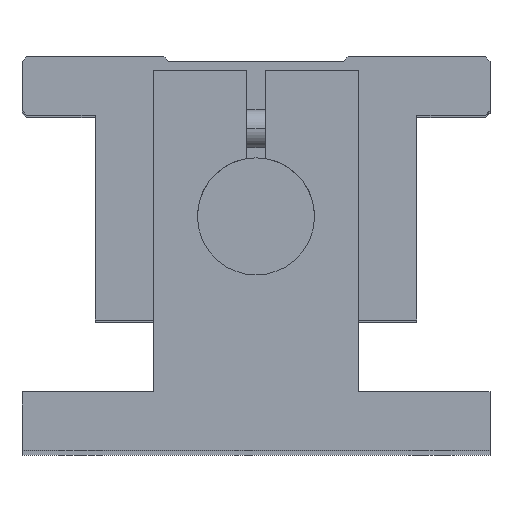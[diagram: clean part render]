
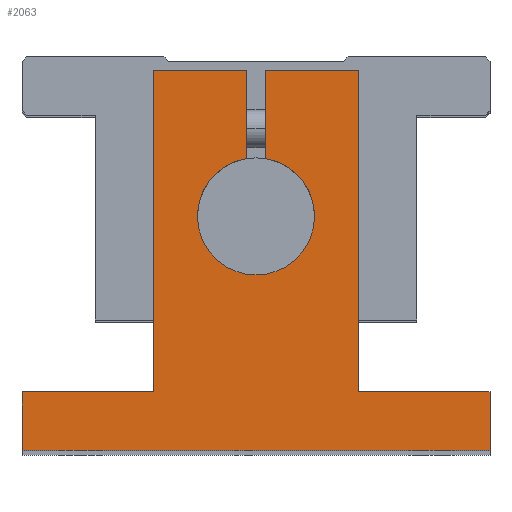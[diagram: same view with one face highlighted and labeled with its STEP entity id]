
A CAD part, top view. The second image highlights one B-rep face of the part: STEP entity #2063.
In plain terms, the highlighted planar face has unit normal (0, 0, 1).
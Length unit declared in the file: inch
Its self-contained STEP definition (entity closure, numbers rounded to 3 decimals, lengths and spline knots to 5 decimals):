
#56 = VERTEX_POINT ( 'NONE', #1121 ) ;
#93 = AXIS2_PLACEMENT_3D ( 'NONE', #894, #2212, #3371 ) ;
#101 = EDGE_CURVE ( 'NONE', #958, #1452, #522, .T. ) ;
#164 = CARTESIAN_POINT ( 'NONE',  ( -1.13009, -0.05502, -5.46922 ) ) ;
#173 = CARTESIAN_POINT ( 'NONE',  ( -0.56769, -1.43022, -5.46922 ) ) ;
#204 = ORIENTED_EDGE ( 'NONE', *, *, #2914, .T. ) ;
#224 = EDGE_CURVE ( 'NONE', #1077, #2741, #1576, .T. ) ;
#237 = LINE ( 'NONE', #2740, #3620 ) ;
#255 = LINE ( 'NONE', #1895, #2103 ) ;
#266 = CARTESIAN_POINT ( 'NONE',  ( -0.16946, -1.68022, -5.46922 ) ) ;
#271 = CARTESIAN_POINT ( 'NONE',  ( -0.13009, -0.68022, -5.46922 ) ) ;
#281 = VECTOR ( 'NONE', #575, 39.37008 ) ;
#284 = EDGE_CURVE ( 'NONE', #1833, #3000, #255, .T. ) ;
#296 = EDGE_LOOP ( 'NONE', ( #1381, #2437, #1335, #4021, #204, #4006, #997, #3202, #3044, #1700, #3834, #3898, #3960, #800 ) ) ;
#323 = CARTESIAN_POINT ( 'NONE',  ( 0.86991, -1.43022, -5.46922 ) ) ;
#393 = DIRECTION ( 'NONE',  ( -1., 0., 0. ) ) ;
#405 = DIRECTION ( 'NONE',  ( -1., 0., 0. ) ) ;
#522 = CIRCLE ( 'NONE', #1566, 0.25 ) ;
#575 = DIRECTION ( 'NONE',  ( 0., -1., 0. ) ) ;
#726 = EDGE_CURVE ( 'NONE', #2741, #958, #2907, .T. ) ;
#800 = ORIENTED_EDGE ( 'NONE', *, *, #3454, .T. ) ;
#872 = FACE_OUTER_BOUND ( 'NONE', #296, .T. ) ;
#894 = CARTESIAN_POINT ( 'NONE',  ( -1.13009, -1.68022, -5.46922 ) ) ;
#929 = VERTEX_POINT ( 'NONE', #3784 ) ;
#936 = CARTESIAN_POINT ( 'NONE',  ( -1.13009, -0.05502, -5.46922 ) ) ;
#957 = VERTEX_POINT ( 'NONE', #173 ) ;
#958 = VERTEX_POINT ( 'NONE', #3277 ) ;
#997 = ORIENTED_EDGE ( 'NONE', *, *, #2532, .T. ) ;
#1027 = EDGE_CURVE ( 'NONE', #957, #56, #2999, .T. ) ;
#1077 = VERTEX_POINT ( 'NONE', #3655 ) ;
#1121 = CARTESIAN_POINT ( 'NONE',  ( -1.13009, -1.43022, -5.46922 ) ) ;
#1141 = DIRECTION ( 'NONE',  ( 1., 0., 0. ) ) ;
#1202 = VECTOR ( 'NONE', #393, 39.37008 ) ;
#1240 = DIRECTION ( 'NONE',  ( 0., -1., 0. ) ) ;
#1275 = CARTESIAN_POINT ( 'NONE',  ( 0.30751, -0.05502, -5.46922 ) ) ;
#1335 = ORIENTED_EDGE ( 'NONE', *, *, #726, .T. ) ;
#1341 = VERTEX_POINT ( 'NONE', #2562 ) ;
#1365 = CARTESIAN_POINT ( 'NONE',  ( -0.16946, -0.05502, -5.46922 ) ) ;
#1381 = ORIENTED_EDGE ( 'NONE', *, *, #1577, .T. ) ;
#1392 = LINE ( 'NONE', #2645, #1690 ) ;
#1452 = VERTEX_POINT ( 'NONE', #3857 ) ;
#1465 = VECTOR ( 'NONE', #1240, 39.37008 ) ;
#1475 = DIRECTION ( 'NONE',  ( 0., 0., -1. ) ) ;
#1497 = DIRECTION ( 'NONE',  ( 0., -1., 0. ) ) ;
#1502 = DIRECTION ( 'NONE',  ( 0., 0., -1. ) ) ;
#1566 = AXIS2_PLACEMENT_3D ( 'NONE', #2257, #2675, #3593 ) ;
#1571 = VECTOR ( 'NONE', #3903, 39.37008 ) ;
#1576 = CIRCLE ( 'NONE', #2952, 0.25 ) ;
#1577 = EDGE_CURVE ( 'NONE', #929, #1077, #2426, .T. ) ;
#1650 = CARTESIAN_POINT ( 'NONE',  ( 0.30751, -1.43022, -5.46922 ) ) ;
#1651 = VECTOR ( 'NONE', #1497, 39.37008 ) ;
#1690 = VECTOR ( 'NONE', #2683, 39.37008 ) ;
#1700 = ORIENTED_EDGE ( 'NONE', *, *, #2358, .T. ) ;
#1772 = AXIS2_PLACEMENT_3D ( 'NONE', #3037, #1475, #2729 ) ;
#1833 = VERTEX_POINT ( 'NONE', #1650 ) ;
#1841 = LINE ( 'NONE', #266, #2573 ) ;
#1868 = EDGE_CURVE ( 'NONE', #3984, #1341, #3269, .T. ) ;
#1895 = CARTESIAN_POINT ( 'NONE',  ( 0.30751, -1.68022, -5.46922 ) ) ;
#1925 = LINE ( 'NONE', #936, #3654 ) ;
#2059 = CARTESIAN_POINT ( 'NONE',  ( -1.13009, -1.43022, -5.46922 ) ) ;
#2062 = VERTEX_POINT ( 'NONE', #3682 ) ;
#2063 = ADVANCED_FACE ( 'NONE', ( #872 ), #3391, .T. ) ;
#2083 = VERTEX_POINT ( 'NONE', #2458 ) ;
#2103 = VECTOR ( 'NONE', #3799, 39.37008 ) ;
#2135 = LINE ( 'NONE', #2447, #1651 ) ;
#2184 = DIRECTION ( 'NONE',  ( 1., 0., 0. ) ) ;
#2198 = DIRECTION ( 'NONE',  ( -1., 0., 0. ) ) ;
#2212 = DIRECTION ( 'NONE',  ( 0., 0., 1. ) ) ;
#2257 = CARTESIAN_POINT ( 'NONE',  ( -0.13009, -0.68022, -5.46922 ) ) ;
#2270 = CARTESIAN_POINT ( 'NONE',  ( -1.13009, -1.43022, -5.46922 ) ) ;
#2324 = VECTOR ( 'NONE', #405, 39.37008 ) ;
#2358 = EDGE_CURVE ( 'NONE', #2062, #2083, #237, .T. ) ;
#2426 = LINE ( 'NONE', #3039, #281 ) ;
#2437 = ORIENTED_EDGE ( 'NONE', *, *, #224, .T. ) ;
#2447 = CARTESIAN_POINT ( 'NONE',  ( -1.13009, -1.68022, -5.46922 ) ) ;
#2458 = CARTESIAN_POINT ( 'NONE',  ( 0.86991, -1.68022, -5.46922 ) ) ;
#2532 = EDGE_CURVE ( 'NONE', #1341, #957, #2796, .T. ) ;
#2562 = CARTESIAN_POINT ( 'NONE',  ( -0.56769, -0.05502, -5.46922 ) ) ;
#2573 = VECTOR ( 'NONE', #3397, 39.37008 ) ;
#2645 = CARTESIAN_POINT ( 'NONE',  ( 0.86991, -1.68022, -5.46922 ) ) ;
#2661 = EDGE_CURVE ( 'NONE', #3384, #1833, #3822, .T. ) ;
#2675 = DIRECTION ( 'NONE',  ( 0., 0., -1. ) ) ;
#2683 = DIRECTION ( 'NONE',  ( 0., 1., 0. ) ) ;
#2729 = DIRECTION ( 'NONE',  ( 1., 0., 0. ) ) ;
#2740 = CARTESIAN_POINT ( 'NONE',  ( -1.13009, -1.68022, -5.46922 ) ) ;
#2741 = VERTEX_POINT ( 'NONE', #3588 ) ;
#2796 = LINE ( 'NONE', #4047, #1465 ) ;
#2842 = EDGE_CURVE ( 'NONE', #56, #2062, #2135, .T. ) ;
#2907 = CIRCLE ( 'NONE', #1772, 0.25 ) ;
#2914 = EDGE_CURVE ( 'NONE', #1452, #3984, #1841, .T. ) ;
#2952 = AXIS2_PLACEMENT_3D ( 'NONE', #271, #1502, #1141 ) ;
#2999 = LINE ( 'NONE', #2059, #1571 ) ;
#3000 = VERTEX_POINT ( 'NONE', #1275 ) ;
#3037 = CARTESIAN_POINT ( 'NONE',  ( -0.13009, -0.68022, -5.46922 ) ) ;
#3039 = CARTESIAN_POINT ( 'NONE',  ( -0.09072, -1.68022, -5.46922 ) ) ;
#3044 = ORIENTED_EDGE ( 'NONE', *, *, #2842, .T. ) ;
#3202 = ORIENTED_EDGE ( 'NONE', *, *, #1027, .T. ) ;
#3269 = LINE ( 'NONE', #164, #2324 ) ;
#3277 = CARTESIAN_POINT ( 'NONE',  ( -0.38009, -0.68022, -5.46922 ) ) ;
#3371 = DIRECTION ( 'NONE',  ( 1., 0., 0. ) ) ;
#3384 = VERTEX_POINT ( 'NONE', #323 ) ;
#3391 = PLANE ( 'NONE',  #93 ) ;
#3397 = DIRECTION ( 'NONE',  ( 0., 1., 0. ) ) ;
#3454 = EDGE_CURVE ( 'NONE', #3000, #929, #1925, .T. ) ;
#3588 = CARTESIAN_POINT ( 'NONE',  ( 0.11991, -0.68022, -5.46922 ) ) ;
#3593 = DIRECTION ( 'NONE',  ( 1., 0., 0. ) ) ;
#3619 = EDGE_CURVE ( 'NONE', #2083, #3384, #1392, .T. ) ;
#3620 = VECTOR ( 'NONE', #2184, 39.37008 ) ;
#3654 = VECTOR ( 'NONE', #2198, 39.37008 ) ;
#3655 = CARTESIAN_POINT ( 'NONE',  ( -0.09072, -0.43334, -5.46922 ) ) ;
#3682 = CARTESIAN_POINT ( 'NONE',  ( -1.13009, -1.68022, -5.46922 ) ) ;
#3784 = CARTESIAN_POINT ( 'NONE',  ( -0.09072, -0.05502, -5.46922 ) ) ;
#3799 = DIRECTION ( 'NONE',  ( 0., 1., 0. ) ) ;
#3822 = LINE ( 'NONE', #2270, #1202 ) ;
#3834 = ORIENTED_EDGE ( 'NONE', *, *, #3619, .T. ) ;
#3857 = CARTESIAN_POINT ( 'NONE',  ( -0.16946, -0.43334, -5.46922 ) ) ;
#3898 = ORIENTED_EDGE ( 'NONE', *, *, #2661, .T. ) ;
#3903 = DIRECTION ( 'NONE',  ( -1., 0., 0. ) ) ;
#3960 = ORIENTED_EDGE ( 'NONE', *, *, #284, .T. ) ;
#3984 = VERTEX_POINT ( 'NONE', #1365 ) ;
#4006 = ORIENTED_EDGE ( 'NONE', *, *, #1868, .T. ) ;
#4021 = ORIENTED_EDGE ( 'NONE', *, *, #101, .T. ) ;
#4047 = CARTESIAN_POINT ( 'NONE',  ( -0.56769, -1.68022, -5.46922 ) ) ;
